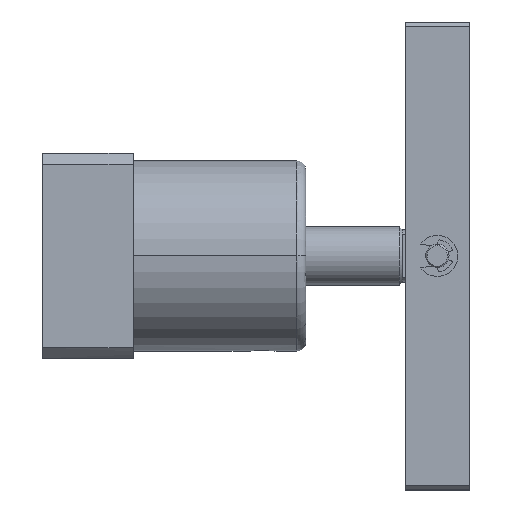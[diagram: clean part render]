
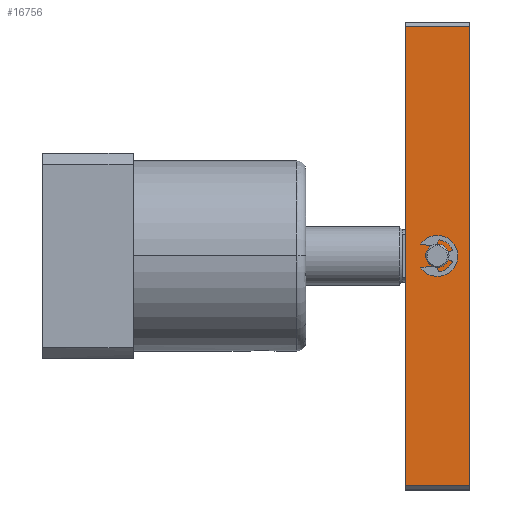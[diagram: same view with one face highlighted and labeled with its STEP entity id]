
A CAD part, top view. The second image highlights one B-rep face of the part: STEP entity #16756.
In plain terms, the highlighted planar face has unit normal (0, 0, 1).
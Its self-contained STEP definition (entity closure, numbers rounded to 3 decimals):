
#527 = VERTEX_POINT ( 'NONE', #8259 ) ;
#538 = ORIENTED_EDGE ( 'NONE', *, *, #5581, .T. ) ;
#963 = CIRCLE ( 'NONE', #15468, 4. ) ;
#1251 = EDGE_CURVE ( 'NONE', #17786, #7651, #12256, .T. ) ;
#1741 = VECTOR ( 'NONE', #5890, 1000. ) ;
#1757 = VECTOR ( 'NONE', #9736, 1000. ) ;
#1767 = VERTEX_POINT ( 'NONE', #17729 ) ;
#2211 = ORIENTED_EDGE ( 'NONE', *, *, #4837, .T. ) ;
#2715 = EDGE_LOOP ( 'NONE', ( #17988, #17832 ) ) ;
#3207 = VERTEX_POINT ( 'NONE', #6255 ) ;
#3370 = EDGE_CURVE ( 'NONE', #17456, #3207, #8918, .T. ) ;
#3487 = DIRECTION ( 'NONE',  ( -1., 0., 0. ) ) ;
#3950 = LINE ( 'NONE', #4133, #15322 ) ;
#4015 = EDGE_LOOP ( 'NONE', ( #8629, #538, #10225, #2211 ) ) ;
#4133 = CARTESIAN_POINT ( 'NONE',  ( 0., 78.5, 11. ) ) ;
#4161 = DIRECTION ( 'NONE',  ( 1., 0., 0. ) ) ;
#4168 = DIRECTION ( 'NONE',  ( 0., 0., 1. ) ) ;
#4196 = CARTESIAN_POINT ( 'NONE',  ( 0., 80., 11. ) ) ;
#4302 = PLANE ( 'NONE',  #13906 ) ;
#4837 = EDGE_CURVE ( 'NONE', #3207, #17786, #15918, .T. ) ;
#5581 = EDGE_CURVE ( 'NONE', #7651, #17456, #3950, .T. ) ;
#5890 = DIRECTION ( 'NONE',  ( 0., -1., 0. ) ) ;
#6009 = CARTESIAN_POINT ( 'NONE',  ( 22., 78.5, 11. ) ) ;
#6178 = CARTESIAN_POINT ( 'NONE',  ( 22., -78.5, 11. ) ) ;
#6255 = CARTESIAN_POINT ( 'NONE',  ( 0., -78.5, 11. ) ) ;
#6882 = CARTESIAN_POINT ( 'NONE',  ( 0., 80., 11. ) ) ;
#7651 = VERTEX_POINT ( 'NONE', #6009 ) ;
#8259 = CARTESIAN_POINT ( 'NONE',  ( 7., 0., 11. ) ) ;
#8629 = ORIENTED_EDGE ( 'NONE', *, *, #1251, .T. ) ;
#8915 = CARTESIAN_POINT ( 'NONE',  ( 0., 78.5, 11. ) ) ;
#8918 = LINE ( 'NONE', #6882, #1741 ) ;
#9460 = FACE_OUTER_BOUND ( 'NONE', #4015, .T. ) ;
#9491 = CARTESIAN_POINT ( 'NONE',  ( 0., -78.5, 11. ) ) ;
#9736 = DIRECTION ( 'NONE',  ( 1., 0., 0. ) ) ;
#10225 = ORIENTED_EDGE ( 'NONE', *, *, #3370, .T. ) ;
#10389 = FACE_BOUND ( 'NONE', #2715, .T. ) ;
#11022 = CIRCLE ( 'NONE', #11770, 4. ) ;
#11524 = CARTESIAN_POINT ( 'NONE',  ( 22., 80., 11. ) ) ;
#11770 = AXIS2_PLACEMENT_3D ( 'NONE', #16399, #16394, #16357 ) ;
#11873 = DIRECTION ( 'NONE',  ( 0., 1., 0. ) ) ;
#12256 = LINE ( 'NONE', #11524, #15078 ) ;
#13906 = AXIS2_PLACEMENT_3D ( 'NONE', #4196, #4168, #4161 ) ;
#14984 = EDGE_CURVE ( 'NONE', #527, #1767, #11022, .T. ) ;
#15078 = VECTOR ( 'NONE', #11873, 1000. ) ;
#15213 = EDGE_CURVE ( 'NONE', #1767, #527, #963, .T. ) ;
#15322 = VECTOR ( 'NONE', #3487, 1000. ) ;
#15468 = AXIS2_PLACEMENT_3D ( 'NONE', #15822, #15798, #15771 ) ;
#15771 = DIRECTION ( 'NONE',  ( 1., 0., 0. ) ) ;
#15798 = DIRECTION ( 'NONE',  ( 0., 0., -1. ) ) ;
#15822 = CARTESIAN_POINT ( 'NONE',  ( 11., 0., 11. ) ) ;
#15918 = LINE ( 'NONE', #9491, #1757 ) ;
#16357 = DIRECTION ( 'NONE',  ( 1., 0., 0. ) ) ;
#16394 = DIRECTION ( 'NONE',  ( 0., 0., -1. ) ) ;
#16399 = CARTESIAN_POINT ( 'NONE',  ( 11., 0., 11. ) ) ;
#16756 = ADVANCED_FACE ( 'NONE', ( #9460, #10389 ), #4302, .T. ) ;
#17456 = VERTEX_POINT ( 'NONE', #8915 ) ;
#17729 = CARTESIAN_POINT ( 'NONE',  ( 15., 0., 11. ) ) ;
#17786 = VERTEX_POINT ( 'NONE', #6178 ) ;
#17832 = ORIENTED_EDGE ( 'NONE', *, *, #14984, .T. ) ;
#17988 = ORIENTED_EDGE ( 'NONE', *, *, #15213, .T. ) ;
